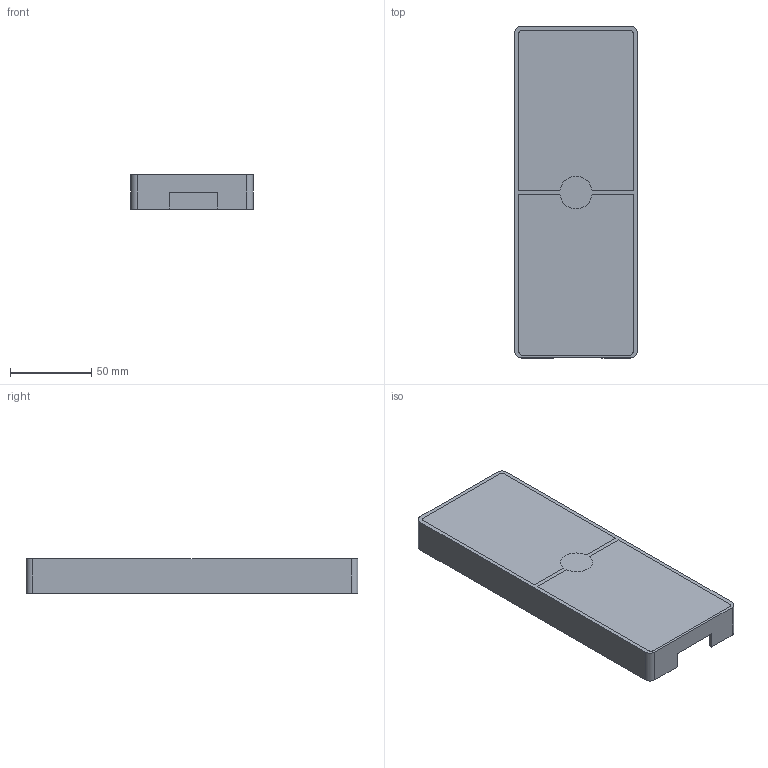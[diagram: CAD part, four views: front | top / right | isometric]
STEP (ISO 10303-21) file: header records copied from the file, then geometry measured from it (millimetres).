
FILE_DESCRIPTION(/* description */ (''),/* implementation_level */ '2;1');
FILE_NAME(/* name */ 'RGB Panel_Lid.step',/* time_stamp */ '2023-11-19T10:44:55+02:00',/* author */ (''),/* organization */ (''),/* preprocessor_version */ 'ST-DEVELOPER v20',/* originating_system */ 'Autodesk Translation Framework v12.14.0.127',/* authorisation */ '');
FILE_SCHEMA (('AUTOMOTIVE_DESIGN { 1 0 10303 214 3 1 1 }'));
Length unit declared in the file: millimetre
Products named in the file (2): Park_assist; LED_Panel
Assembly tree (1 placements, depth 2):
  Park_assist
    LED_Panel
Bounding box: 75.5 x 204.75 x 21 mm (x, y, z)
Volume: 57075.4 mm3; surface area: 55571.2 mm2
Topology: 3 solids, 3 shells, 48 faces, 132 edges, 88 vertices
Faces by surface type: plane 32, cylinder 16
Entity records: 1604 total; most frequent: CARTESIAN_POINT 271, DIRECTION 266, ORIENTED_EDGE 264, EDGE_CURVE 132, LINE 100, VECTOR 100, VERTEX_POINT 88, AXIS2_PLACEMENT_3D 83
